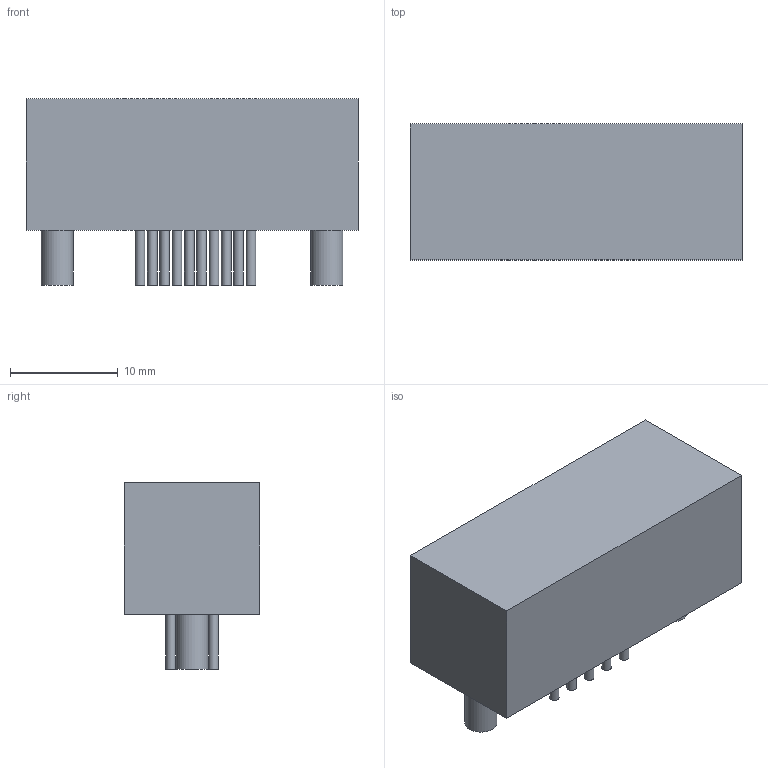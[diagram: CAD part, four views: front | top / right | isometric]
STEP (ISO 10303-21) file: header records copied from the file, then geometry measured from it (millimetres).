
FILE_DESCRIPTION(('FreeCAD Model'),'2;1');
FILE_NAME('644257.1.3.stp','2020-04-09T04:24:44',( 'Author'),(''),'Open CASCADE STEP processor 6.9','FreeCAD','Unknown' );
FILE_SCHEMA(('AUTOMOTIVE_DESIGN { 1 0 10303 214 1 1 1 1 }'));
Length unit declared in the file: millimetre
Products named in the file (3): ASSEMBLY; Body; Leads
Assembly tree (18 placements, depth 2):
  ASSEMBLY
    Body
    Leads  x17
Bounding box: 30.8 x 12.6 x 17.3 mm (x, y, z)
Volume: 6773.7 mm3; surface area: 7914.4 mm2
Topology: 290 solids, 290 shells, 873 faces, 879 edges, 586 vertices
Faces by surface type: plane 584, cylinder 289
Full cylindrical faces by diameter (mm): 0.892 x255, 3 x34
Entity records: 2216 total; most frequent: DIRECTION 375, CARTESIAN_POINT 307, ORIENTED_EDGE 126, PCURVE 126, DEFINITIONAL_REPRESENTATION 126, LINE 121, VECTOR 121, AXIS2_PLACEMENT_3D 110
